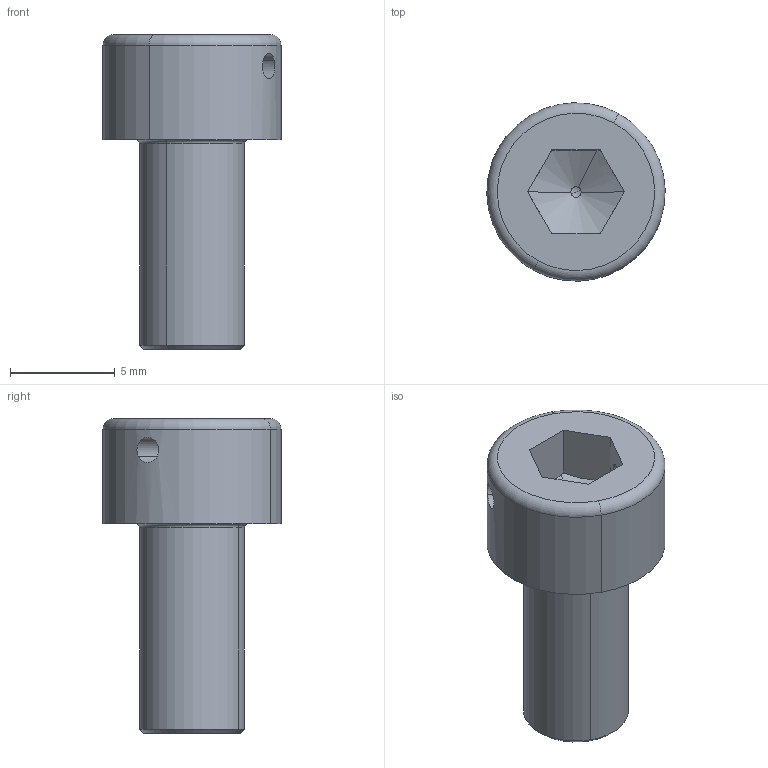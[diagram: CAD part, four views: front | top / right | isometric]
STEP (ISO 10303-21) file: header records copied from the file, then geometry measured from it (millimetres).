
FILE_DESCRIPTION(('CATIA V5 STEP Exchange'),'2;1');
FILE_NAME('VisM5x10CHC_Tete_Perce.stp','2024-10-24T11:33:10+00:00',('none'),('none'),'CATIA Version 5 Release 20 GA (IN-10)','CATIA V5 STEP AP203','none');
FILE_SCHEMA(('CONFIG_CONTROL_DESIGN'));
Length unit declared in the file: millimetre
Products named in the file (1): VisM5x10_CHC
Bounding box: 8.5 x 8.5 x 15 mm (x, y, z)
Volume: 432.7 mm3; surface area: 444.8 mm2
Topology: 1 solids, 1 shells, 28 faces, 67 edges, 41 vertices
Faces by surface type: plane 9, cylinder 8, cone 5, torus 4, sphere 2
Entity records: 856 total; most frequent: CARTESIAN_POINT 216, ORIENTED_EDGE 130, DIRECTION 97, EDGE_CURVE 65, AXIS2_PLACEMENT_3D 53, VERTEX_POINT 41, EDGE_LOOP 34, CIRCLE 29
